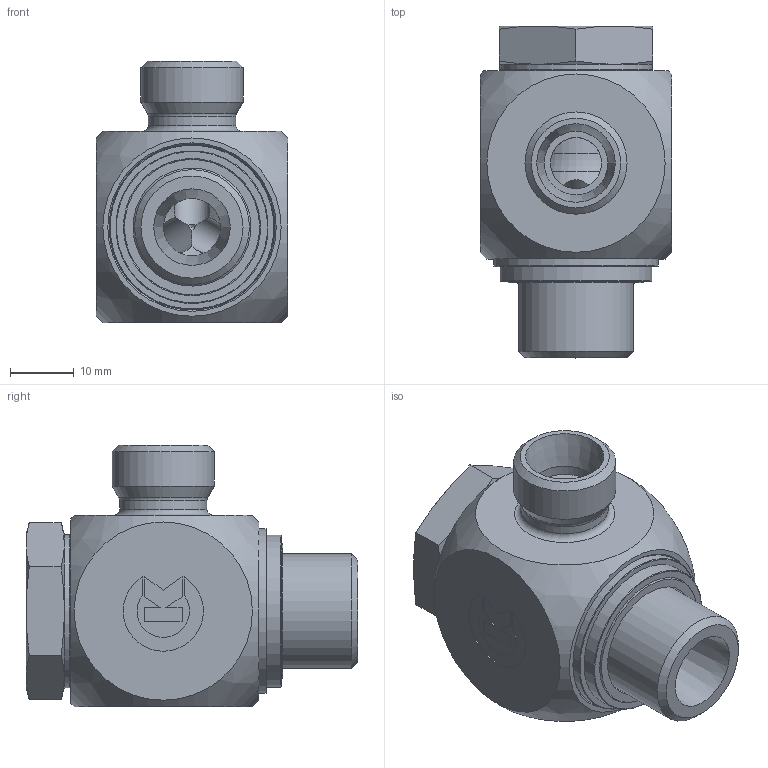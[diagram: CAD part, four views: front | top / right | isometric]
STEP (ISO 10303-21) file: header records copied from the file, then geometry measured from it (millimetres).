
FILE_DESCRIPTION((''),'2;1');
FILE_NAME('80761101816.stp','2014-09-05T19:35:22',(''),('KNOMI spol. s r. o.'),'Autodesk Inventor 2012','Autodesk Inventor 2012','');
FILE_SCHEMA(('AUTOMOTIVE_DESIGN { 1 2 10303 214 0 1 1 1 }'));
Length unit declared in the file: millimetre
Products named in the file (7): SPEM2 10LM18 M18x1.5 / M16x1.5 "pryž"; 7471 2 1816; 7092 35 1118; 60715020; 8077018; 80775218; 80775118
Assembly tree (6 placements, depth 3):
  SPEM2 10LM18 M18x1.5 / M16x1.5 "pryž"
    7471 2 1816
    7092 35 1118
    60715020
    8077018
      80775218
      80775118
Bounding box: 30 x 52 x 41 mm (x, y, z)
Volume: 29154.7 mm3; surface area: 14281.9 mm2
Topology: 5 solids, 5 shells, 152 faces, 350 edges, 222 vertices
Faces by surface type: plane 74, cone 33, cylinder 31, torus 13, sphere 1
Full cylindrical faces by diameter (mm): 5.5 x3, 8 x1, 9 x1, 10 x1, 13 x1, 13.7 x1, 16 x1, 18 x1, 18.5 x1, 19 x1, 19.2 x1, 19.96 x3, 20 x1, 21.2 x2, 21.5 x2, 23.9 x1, 24 x1, 25.9 x1, 26 x1
Entity records: 4420 total; most frequent: CARTESIAN_POINT 931, DIRECTION 669, ORIENTED_EDGE 548, EDGE_CURVE 274, AXIS2_PLACEMENT_3D 270, EDGE_LOOP 240, VERTEX_POINT 204, STYLED_ITEM 157
